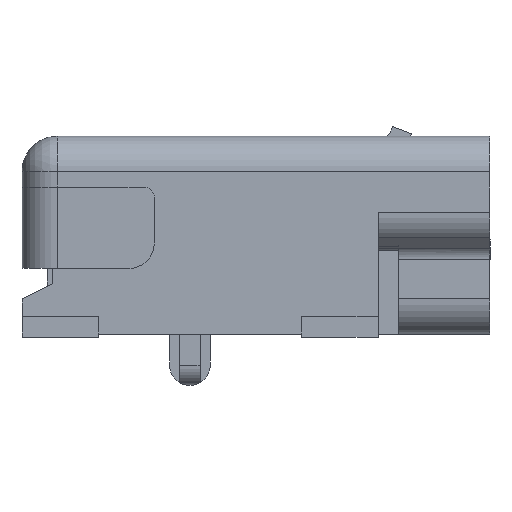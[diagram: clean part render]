
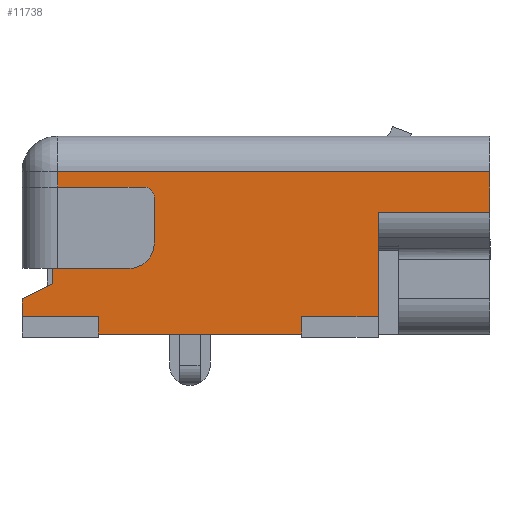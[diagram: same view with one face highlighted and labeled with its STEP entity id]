
A CAD part, left-side view. The second image highlights one B-rep face of the part: STEP entity #11738.
In plain terms, the highlighted planar face has unit normal (-1, 0, 0).
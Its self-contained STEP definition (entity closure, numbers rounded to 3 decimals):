
#7123=CARTESIAN_POINT('',(-3.85,-6.3,0.05));
#7124=VERTEX_POINT('',#7123);
#7131=CARTESIAN_POINT('',(-3.85,0.7,0.05));
#7132=VERTEX_POINT('',#7131);
#7133=CARTESIAN_POINT('',(-3.85,-6.3,0.05));
#7134=DIRECTION('',(0.0,1.0,0.0));
#7135=VECTOR('',#7134,7.0);
#7136=LINE('',#7133,#7135);
#7137=EDGE_CURVE('',#7124,#7132,#7136,.T.);
#7314=CARTESIAN_POINT('',(-3.85,-8.5,2.451));
#7315=VERTEX_POINT('',#7314);
#7325=CARTESIAN_POINT('',(-3.85,-6.3,2.451));
#7326=VERTEX_POINT('',#7325);
#7327=CARTESIAN_POINT('',(-3.85,-6.3,2.451));
#7328=DIRECTION('',(0.0,-1.0,0.0));
#7329=VECTOR('',#7328,2.2);
#7330=LINE('',#7327,#7329);
#7331=EDGE_CURVE('',#7326,#7315,#7330,.T.);
#8139=CARTESIAN_POINT('',(-3.85,0.7,0.75));
#8140=VERTEX_POINT('',#8139);
#8147=CARTESIAN_POINT('',(-3.85,0.1,1.05));
#8148=VERTEX_POINT('',#8147);
#8149=CARTESIAN_POINT('',(-3.85,0.1,1.05));
#8150=DIRECTION('',(0.0,0.894,-0.447));
#8151=VECTOR('',#8150,0.671);
#8152=LINE('',#8149,#8151);
#8153=EDGE_CURVE('',#8148,#8140,#8152,.T.);
#8171=CARTESIAN_POINT('',(-3.85,0.1,1.35));
#8172=VERTEX_POINT('',#8171);
#8181=CARTESIAN_POINT('',(-3.85,0.1,1.35));
#8182=DIRECTION('',(0.0,0.0,-1.0));
#8183=VECTOR('',#8182,0.3);
#8184=LINE('',#8181,#8183);
#8185=EDGE_CURVE('',#8172,#8148,#8184,.T.);
#8197=CARTESIAN_POINT('',(-3.85,-1.9,1.85));
#8198=VERTEX_POINT('',#8197);
#8214=CARTESIAN_POINT('',(-3.85,-1.4,1.35));
#8215=VERTEX_POINT('',#8214);
#8222=CARTESIAN_POINT('',(-3.85,-1.4,1.85));
#8223=DIRECTION('',(1.0,0.0,0.0));
#8224=DIRECTION('',(0.0,-1.0,0.0));
#8225=AXIS2_PLACEMENT_3D('',#8222,#8223,#8224);
#8226=CIRCLE('',#8225,0.5);
#8227=EDGE_CURVE('',#8198,#8215,#8226,.T.);
#8237=CARTESIAN_POINT('',(-3.85,-1.9,2.75));
#8238=VERTEX_POINT('',#8237);
#8247=CARTESIAN_POINT('',(-3.85,-1.7,2.95));
#8248=VERTEX_POINT('',#8247);
#8249=CARTESIAN_POINT('',(-3.85,-1.7,2.75));
#8250=DIRECTION('',(1.0,0.0,0.0));
#8251=DIRECTION('',(0.0,0.0,1.0));
#8252=AXIS2_PLACEMENT_3D('',#8249,#8250,#8251);
#8253=CIRCLE('',#8252,0.2);
#8254=EDGE_CURVE('',#8248,#8238,#8253,.T.);
#8367=CARTESIAN_POINT('',(-3.85,0.1,1.35));
#8368=DIRECTION('',(0.0,-1.0,0.0));
#8369=VECTOR('',#8368,1.5);
#8370=LINE('',#8367,#8369);
#8371=EDGE_CURVE('',#8172,#8215,#8370,.T.);
#11654=CARTESIAN_POINT('',(-3.85,-1.9,1.85));
#11655=DIRECTION('',(0.0,0.0,1.0));
#11656=VECTOR('',#11655,0.9);
#11657=LINE('',#11654,#11656);
#11658=EDGE_CURVE('',#8198,#8238,#11657,.T.);
#11681=CARTESIAN_POINT('',(-3.85,1.16,3.41));
#11682=DIRECTION('',(-1.0,0.0,0.0));
#11683=DIRECTION('',(0.0,-1.0,0.0));
#11684=AXIS2_PLACEMENT_3D('',#11681,#11682,#11683);
#11685=PLANE('',#11684);
#11686=ORIENTED_EDGE('',*,*,#7137,.F.);
#11687=CARTESIAN_POINT('',(-3.85,-6.3,0.05));
#11688=DIRECTION('',(0.0,0.0,1.0));
#11689=VECTOR('',#11688,2.401);
#11690=LINE('',#11687,#11689);
#11691=EDGE_CURVE('',#7124,#7326,#11690,.T.);
#11692=ORIENTED_EDGE('',*,*,#11691,.T.);
#11693=ORIENTED_EDGE('',*,*,#7331,.T.);
#11694=CARTESIAN_POINT('',(-3.85,-8.5,3.25));
#11695=VERTEX_POINT('',#11694);
#11696=CARTESIAN_POINT('',(-3.85,-8.5,3.25));
#11697=DIRECTION('',(0.0,0.0,-1.0));
#11698=VECTOR('',#11697,0.799);
#11699=LINE('',#11696,#11698);
#11700=EDGE_CURVE('',#11695,#7315,#11699,.T.);
#11701=ORIENTED_EDGE('',*,*,#11700,.F.);
#11702=CARTESIAN_POINT('',(-3.85,0.0,3.25));
#11703=VERTEX_POINT('',#11702);
#11704=CARTESIAN_POINT('',(-3.85,-8.5,3.25));
#11705=DIRECTION('',(0.0,1.0,0.));
#11706=VECTOR('',#11705,8.5);
#11707=LINE('',#11704,#11706);
#11708=EDGE_CURVE('',#11695,#11703,#11707,.T.);
#11709=ORIENTED_EDGE('',*,*,#11708,.T.);
#11710=CARTESIAN_POINT('',(-3.85,0.0,2.95));
#11711=VERTEX_POINT('',#11710);
#11712=CARTESIAN_POINT('',(-3.85,0.0,2.95));
#11713=DIRECTION('',(0.0,0.0,1.0));
#11714=VECTOR('',#11713,0.3);
#11715=LINE('',#11712,#11714);
#11716=EDGE_CURVE('',#11711,#11703,#11715,.T.);
#11717=ORIENTED_EDGE('',*,*,#11716,.F.);
#11718=CARTESIAN_POINT('',(-3.85,0.0,2.95));
#11719=DIRECTION('',(0.0,-1.0,0.0));
#11720=VECTOR('',#11719,1.7);
#11721=LINE('',#11718,#11720);
#11722=EDGE_CURVE('',#11711,#8248,#11721,.T.);
#11723=ORIENTED_EDGE('',*,*,#11722,.T.);
#11724=ORIENTED_EDGE('',*,*,#8254,.T.);
#11725=ORIENTED_EDGE('',*,*,#11658,.F.);
#11726=ORIENTED_EDGE('',*,*,#8227,.T.);
#11727=ORIENTED_EDGE('',*,*,#8371,.F.);
#11728=ORIENTED_EDGE('',*,*,#8185,.T.);
#11729=ORIENTED_EDGE('',*,*,#8153,.T.);
#11730=CARTESIAN_POINT('',(-3.85,0.7,0.05));
#11731=DIRECTION('',(0.0,0.0,1.0));
#11732=VECTOR('',#11731,0.7);
#11733=LINE('',#11730,#11732);
#11734=EDGE_CURVE('',#7132,#8140,#11733,.T.);
#11735=ORIENTED_EDGE('',*,*,#11734,.F.);
#11736=EDGE_LOOP('',(#11686,#11692,#11693,#11701,#11709,#11717,#11723,#11724,#11725,#11726,#11727,#11728,#11729,#11735));
#11737=FACE_OUTER_BOUND('',#11736,.T.);
#11738=ADVANCED_FACE('',(#11737),#11685,.T.);
